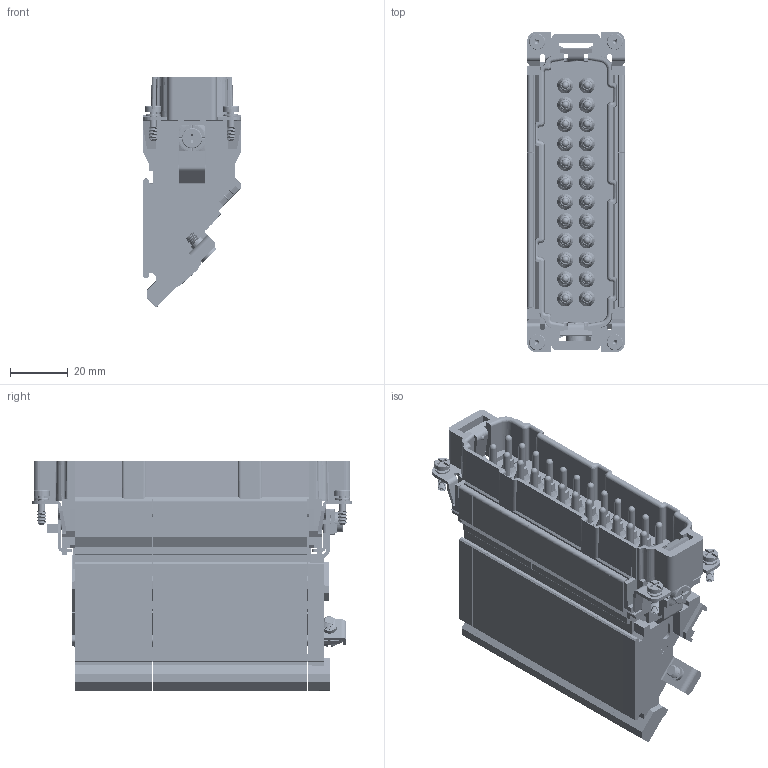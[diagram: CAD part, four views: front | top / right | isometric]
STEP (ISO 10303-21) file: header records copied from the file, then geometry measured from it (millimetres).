
FILE_DESCRIPTION(/* description */ (''),/* implementation_level */ '2;1');
FILE_NAME(/* name */ 'HE-024-MQ.AV.R.stp',/* time_stamp */ '2023-08-11T11:15:41+08:00',/* author */ (''),/* organization */ (''),/* preprocessor_version */ 'ST-DEVELOPER v18.1',/* originating_system */ 'SIEMENS PLM Software NX 1980',/* authorisation */ '');
FILE_SCHEMA (('AUTOMOTIVE_DESIGN { 1 0 10303 214 3 1 1 1 }'));
Products named in the file (1): _model1
Bounding box: 34 x 111 x 79.65 mm (x, y, z)
Volume: 117804.2 mm3; surface area: 110310.3 mm2
Topology: 9 solids, 37 shells, 12794 faces, 36883 edges, 23991 vertices
Faces by surface type: plane 8447, cylinder 3314, cone 661, torus 185, bspline 130, sphere 56, extrusion 1
Full cylindrical faces by diameter (mm): 2 x8, 2.4 x4, 5.6 x4
Entity records: 508080 total; most frequent: CARTESIAN_POINT 109771, ORIENTED_EDGE 73444, DIRECTION 63058, EDGE_CURVE 36722, VECTOR 25646, LINE 25645, VERTEX_POINT 23974, AXIS2_PLACEMENT_3D 18706
